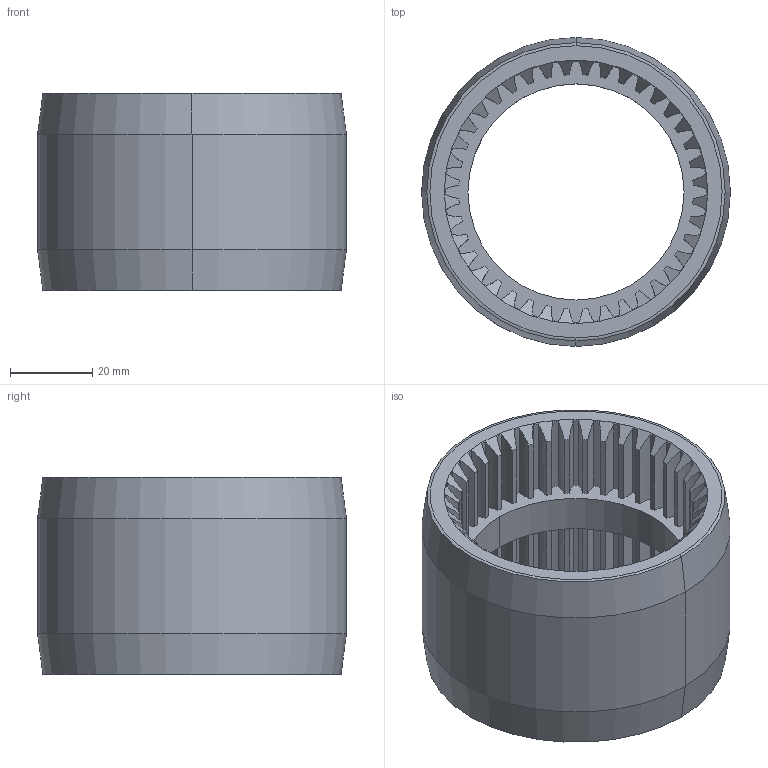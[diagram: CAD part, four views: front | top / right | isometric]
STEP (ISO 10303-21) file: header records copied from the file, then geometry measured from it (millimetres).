
FILE_DESCRIPTION((''),'2;1');
FILE_NAME('010321000000_INT','2006-02-06T',('Rathmann'),(''),'PRO/ENGINEER BY PARAMETRIC TECHNOLOGY CORPORATION, 2005180','PRO/ENGINEER BY PARAMETRIC TECHNOLOGY CORPORATION, 2005180','');
FILE_SCHEMA(('AUTOMOTIVE_DESIGN_CC2 { 1 2 10303 214 -1 1 5 2 }'));
Length unit declared in the file: millimetre
Products named in the file (1): 010321000000_INT
Bounding box: 75 x 75 x 48 mm (x, y, z)
Volume: 76600.1 mm3; surface area: 30243.5 mm2
Topology: 1 solids, 1 shells, 340 faces, 1001 edges, 666 vertices
Faces by surface type: cylinder 324, cone 8, plane 4, torus 4
Entity records: 12004 total; most frequent: CARTESIAN_POINT 2726, DIRECTION 2031, ORIENTED_EDGE 2000, EDGE_CURVE 1000, AXIS2_PLACEMENT_3D 849, VERTEX_POINT 664, CIRCLE 508, EDGE_LOOP 344
